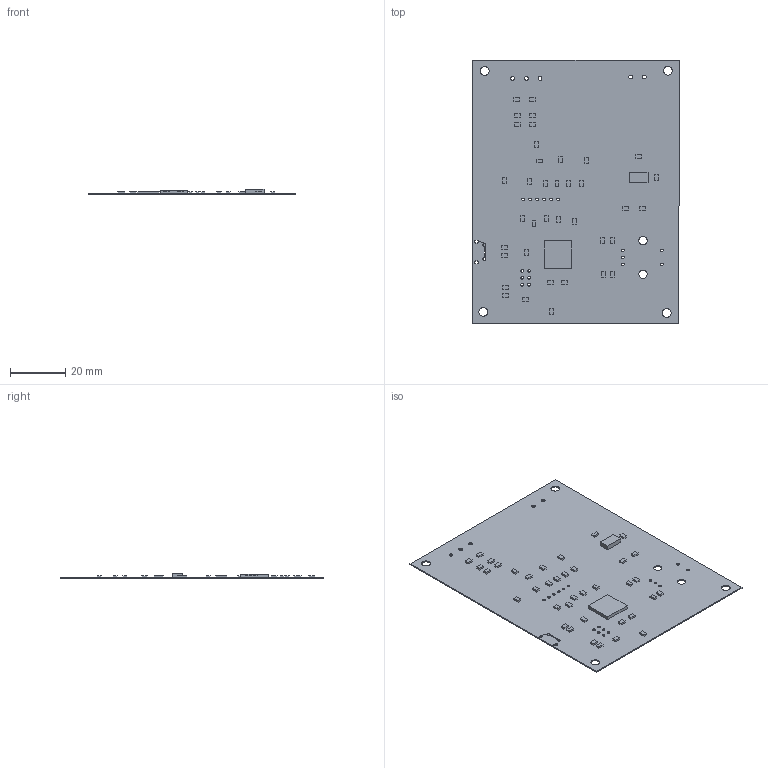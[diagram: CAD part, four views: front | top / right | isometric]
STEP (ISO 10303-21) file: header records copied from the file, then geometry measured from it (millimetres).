
FILE_DESCRIPTION(('Open CASCADE Model'),'2;1');
FILE_NAME('Open CASCADE Shape Model','2020-05-13T13:58:37',('Author'),( 'Open CASCADE'),'Open CASCADE STEP processor 6.8','Open CASCADE 6.8' ,'Unknown');
FILE_SCHEMA(('AUTOMOTIVE_DESIGN { 1 0 10303 214 1 1 1 1 }'));
Length unit declared in the file: millimetre
Products named in the file (51): PCB; Board; Open CASCADE STEP translator 6.8 1.1.1; R22; 6192940352; Extruded; R21; R20; 6192939712; R19; R17; R16; R15; R14; R13; R12; R11; R10; R9; R8; R7; R6; R5; R4; R1; IC1; 6192725616; L1; IC4; 6192940832; C24; C23; C22; C21; C19; C17; C16; C15; C14; C13 ...
Assembly tree (86 placements, depth 4):
  PCB
    Board
      Open CASCADE STEP translator 6.8 1.1.1
    R22
      6192940352
        Extruded
    R21
      6192940352
        Extruded
    R20
      6192939712
        Extruded
    R19
      6192940352
        Extruded
    R17
      6192940352
        Extruded
    R16
      6192940352
        Extruded
    R15
      6192939712
        Extruded
    R14
      6192939712
        Extruded
    R13
      6192940352
        Extruded
    R12
      6192939712
        Extruded
    R11
      6192939712
        Extruded
    R10
      6192939712
        Extruded
    R9
      6192939712
        Extruded
    R8
      6192939712
        Extruded
    R7
      6192939712
        Extruded
    R6
      6192939712
        Extruded
    R5
      6192940352
        Extruded
    R4
      6192939712
        Extruded
    R1
      6192940352
        Extruded
Bounding box: 75 x 95.76 x 2.11 mm (x, y, z)
Volume: 3166.1 mm3; surface area: 15163.7 mm2
Topology: 41 solids, 41 shells, 290 faces, 624 edges, 416 vertices
Faces by surface type: plane 254, cylinder 36
Full cylindrical faces by diameter (mm): 0.9 x6, 1 x11, 1.4 x5, 3 x2, 3.175 x4
Entity records: 3658 total; most frequent: DIRECTION 586, CARTESIAN_POINT 481, ORIENTED_EDGE 384, AXIS2_PLACEMENT_3D 233, EDGE_CURVE 192, FACE_BOUND 138, EDGE_LOOP 138, PRODUCT_DEFINITION_SHAPE 137
